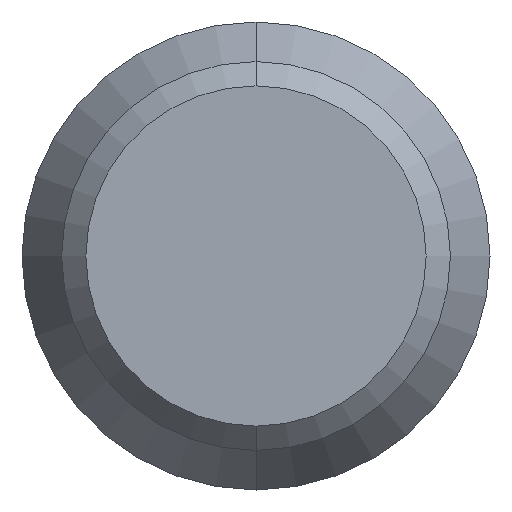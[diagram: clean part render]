
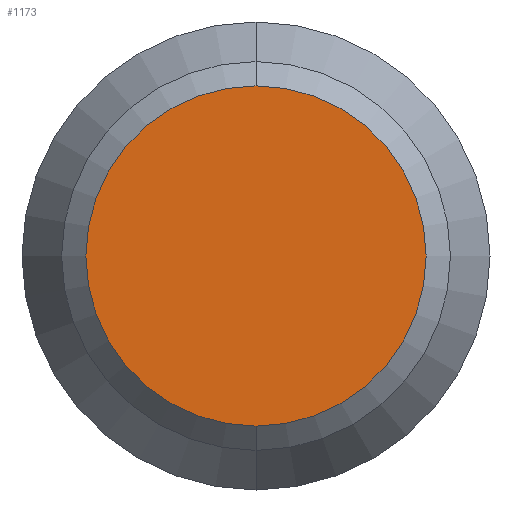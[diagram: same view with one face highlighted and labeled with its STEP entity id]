
A CAD part, front view. The second image highlights one B-rep face of the part: STEP entity #1173.
In plain terms, the highlighted planar face has unit normal (0, -1, 0).
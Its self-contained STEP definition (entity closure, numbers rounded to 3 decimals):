
#48 = EDGE_CURVE ( 'NONE', #1304, #385, #975, .T. ) ;
#61 = DIRECTION ( 'NONE',  ( 0., -1., 0. ) ) ;
#81 = DIRECTION ( 'NONE',  ( 0., 0., -1. ) ) ;
#237 = CARTESIAN_POINT ( 'NONE',  ( 0., 0., 3.5 ) ) ;
#271 = DIRECTION ( 'NONE',  ( 0., -1., 0. ) ) ;
#385 = VERTEX_POINT ( 'NONE', #1041 ) ;
#403 = DIRECTION ( 'NONE',  ( 0., 0., 1. ) ) ;
#440 = CARTESIAN_POINT ( 'NONE',  ( -3.542, 0., 3.542 ) ) ;
#541 = PLANE ( 'NONE',  #1182 ) ;
#570 = FACE_OUTER_BOUND ( 'NONE', #691, .T. ) ;
#678 = DIRECTION ( 'NONE',  ( 0., 0., 1. ) ) ;
#691 = EDGE_LOOP ( 'NONE', ( #1467, #1146 ) ) ;
#792 = EDGE_CURVE ( 'NONE', #385, #1304, #824, .T. ) ;
#824 = CIRCLE ( 'NONE', #985, 3.5 ) ;
#975 = CIRCLE ( 'NONE', #1017, 3.5 ) ;
#985 = AXIS2_PLACEMENT_3D ( 'NONE', #1376, #61, #678 ) ;
#1017 = AXIS2_PLACEMENT_3D ( 'NONE', #1452, #271, #403 ) ;
#1041 = CARTESIAN_POINT ( 'NONE',  ( 0., 0., -3.5 ) ) ;
#1146 = ORIENTED_EDGE ( 'NONE', *, *, #792, .T. ) ;
#1173 = ADVANCED_FACE ( 'NONE', ( #570 ), #541, .T. ) ;
#1182 = AXIS2_PLACEMENT_3D ( 'NONE', #440, #1370, #81 ) ;
#1304 = VERTEX_POINT ( 'NONE', #237 ) ;
#1370 = DIRECTION ( 'NONE',  ( 0., -1., 0. ) ) ;
#1376 = CARTESIAN_POINT ( 'NONE',  ( 0., 0., 0. ) ) ;
#1452 = CARTESIAN_POINT ( 'NONE',  ( 0., 0., 0. ) ) ;
#1467 = ORIENTED_EDGE ( 'NONE', *, *, #48, .T. ) ;
